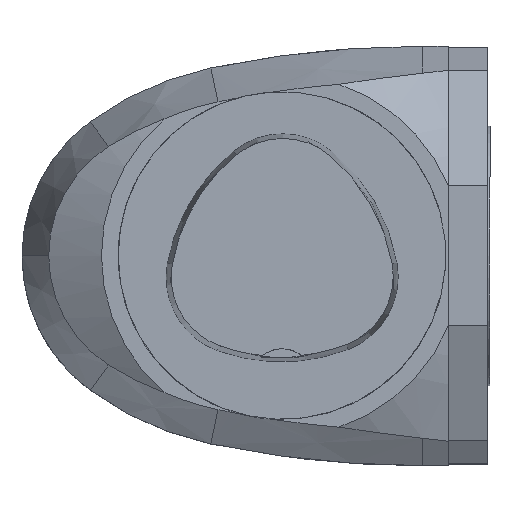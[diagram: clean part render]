
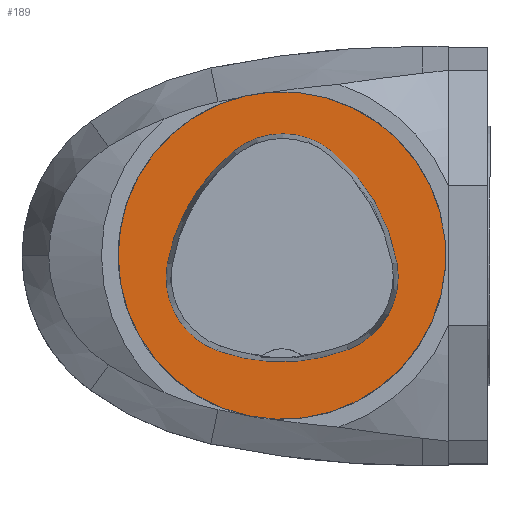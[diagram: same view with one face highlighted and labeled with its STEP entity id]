
A CAD part, top view. The second image highlights one B-rep face of the part: STEP entity #189.
In plain terms, the highlighted planar face has unit normal (0, 0, 1).
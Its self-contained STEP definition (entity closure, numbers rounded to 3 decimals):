
#53=PLANE('',#1407);
#189=ADVANCED_FACE('',(#360,#361),#53,.T.);
#305=CIRCLE('',#1377,31.5);
#308=CIRCLE('',#1385,36.);
#310=CIRCLE('',#1388,15.);
#312=CIRCLE('',#1391,36.);
#314=CIRCLE('',#1394,15.);
#318=CIRCLE('',#1399,36.);
#320=CIRCLE('',#1402,15.);
#360=FACE_BOUND('',#387,.T.);
#361=FACE_BOUND('',#388,.T.);
#387=EDGE_LOOP('',(#530,#531,#532,#533,#534,#535));
#388=EDGE_LOOP('',(#536));
#530=ORIENTED_EDGE('',*,*,#1013,.T.);
#531=ORIENTED_EDGE('',*,*,#993,.T.);
#532=ORIENTED_EDGE('',*,*,#997,.T.);
#533=ORIENTED_EDGE('',*,*,#1000,.T.);
#534=ORIENTED_EDGE('',*,*,#1003,.T.);
#535=ORIENTED_EDGE('',*,*,#1011,.T.);
#536=ORIENTED_EDGE('',*,*,#980,.F.);
#857=VERTEX_POINT('',#1867);
#870=VERTEX_POINT('',#1900);
#871=VERTEX_POINT('',#1901);
#874=VERTEX_POINT('',#1909);
#876=VERTEX_POINT('',#1915);
#878=VERTEX_POINT('',#1921);
#885=VERTEX_POINT('',#1942);
#980=EDGE_CURVE('',#857,#857,#305,.T.);
#993=EDGE_CURVE('',#870,#871,#308,.T.);
#997=EDGE_CURVE('',#871,#874,#310,.T.);
#1000=EDGE_CURVE('',#874,#876,#312,.T.);
#1003=EDGE_CURVE('',#876,#878,#314,.T.);
#1011=EDGE_CURVE('',#878,#885,#318,.T.);
#1013=EDGE_CURVE('',#885,#870,#320,.T.);
#1377=AXIS2_PLACEMENT_3D('',#1866,#1517,#1518);
#1385=AXIS2_PLACEMENT_3D('',#1899,#1537,#1538);
#1388=AXIS2_PLACEMENT_3D('',#1908,#1545,#1546);
#1391=AXIS2_PLACEMENT_3D('',#1914,#1552,#1553);
#1394=AXIS2_PLACEMENT_3D('',#1920,#1559,#1560);
#1399=AXIS2_PLACEMENT_3D('',#1943,#1571,#1572);
#1402=AXIS2_PLACEMENT_3D('',#1946,#1577,#1578);
#1407=AXIS2_PLACEMENT_3D('',#1951,#1587,#1588);
#1517=DIRECTION('',(0.,0.,-1.));
#1518=DIRECTION('',(-1.,0.,0.));
#1537=DIRECTION('',(0.,0.,-1.));
#1538=DIRECTION('',(-1.,0.,0.));
#1545=DIRECTION('',(0.,0.,-1.));
#1546=DIRECTION('',(-1.,0.,0.));
#1552=DIRECTION('',(0.,0.,-1.));
#1553=DIRECTION('',(-1.,0.,0.));
#1559=DIRECTION('',(0.,0.,-1.));
#1560=DIRECTION('',(-1.,0.,0.));
#1571=DIRECTION('',(0.,0.,-1.));
#1572=DIRECTION('',(-1.,0.,0.));
#1577=DIRECTION('',(0.,0.,-1.));
#1578=DIRECTION('',(-1.,0.,0.));
#1587=DIRECTION('',(0.,0.,1.));
#1588=DIRECTION('',(-1.,0.,0.));
#1866=CARTESIAN_POINT('',(0.,0.,0.));
#1867=CARTESIAN_POINT('',(-31.5,0.,0.));
#1899=CARTESIAN_POINT('',(13.398,-7.893,0.));
#1900=CARTESIAN_POINT('',(-22.041,-1.562,0.));
#1901=CARTESIAN_POINT('',(-9.317,20.036,0.));
#1908=CARTESIAN_POINT('',(0.148,8.399,0.));
#1909=CARTESIAN_POINT('',(9.779,19.898,0.));
#1914=CARTESIAN_POINT('',(-13.337,-7.7,0.));
#1915=CARTESIAN_POINT('',(22.122,-1.48,0.));
#1920=CARTESIAN_POINT('',(7.347,-4.071,0.));
#1921=CARTESIAN_POINT('',(12.693,-18.087,0.));
#1942=CARTESIAN_POINT('',(-12.373,-18.307,0.));
#1943=CARTESIAN_POINT('',(-0.137,15.55,0.));
#1946=CARTESIAN_POINT('',(-7.275,-4.2,0.));
#1951=CARTESIAN_POINT('',(0.,0.,0.));
